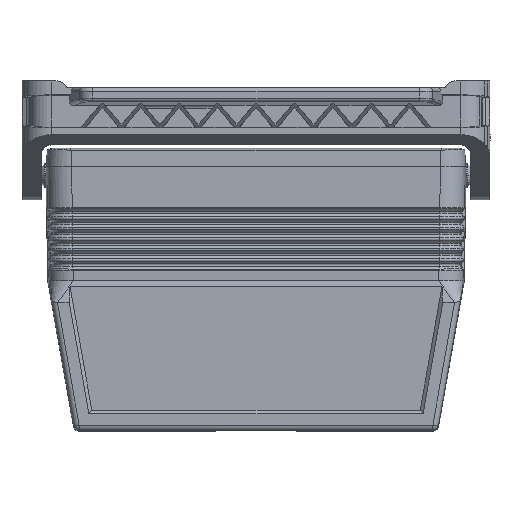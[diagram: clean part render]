
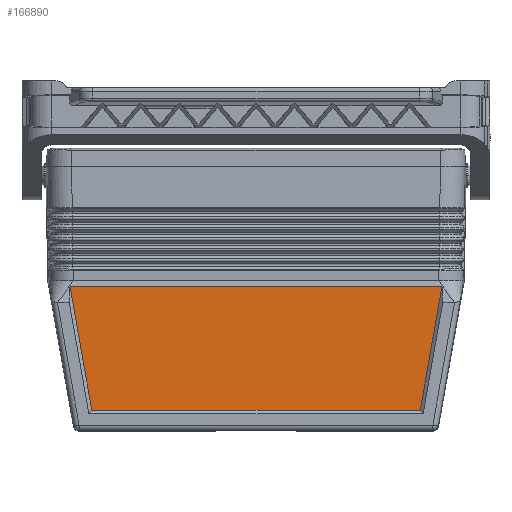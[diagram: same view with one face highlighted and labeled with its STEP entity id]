
A CAD part, front view. The second image highlights one B-rep face of the part: STEP entity #166890.
In plain terms, the highlighted face is planar.
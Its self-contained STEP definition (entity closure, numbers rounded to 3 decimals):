
#123970=CARTESIAN_POINT('',(417.083,77.426,
70.233));
#123980=VERTEX_POINT('',#123970);
#124130=CARTESIAN_POINT('',(417.083,83.656,
34.87));
#124140=VERTEX_POINT('',#124130);
#124170=CARTESIAN_POINT('',(417.083,87.644,
12.233));
#124180=DIRECTION('',(0.,0.174,
-0.985));
#124190=VECTOR('',#124180,1.);
#124200=LINE('',#124170,#124190);
#124210=EDGE_CURVE('',#123980,#124140,#124200,.T.);
#161250=CARTESIAN_POINT('',(417.083,-22.843,
34.87));
#161260=VERTEX_POINT('',#161250);
#161290=CARTESIAN_POINT('',(417.083,44.373,
34.87));
#161300=DIRECTION('',(0.,1.,0.));
#161310=VECTOR('',#161300,1.);
#161320=LINE('',#161290,#161310);
#161330=EDGE_CURVE('',#161260,#124140,#161320,.T.);
#166660=CARTESIAN_POINT('',(417.083,-12.317,
48.893));
#166670=DIRECTION('',(1.,0.,0.));
#166680=DIRECTION('',(0.,1.,0.));
#166690=AXIS2_PLACEMENT_3D('',#166660,#166670,#166680);
#166700=PLANE('',#166690);
#166710=CARTESIAN_POINT('',(417.083,-26.831,
12.233));
#166720=DIRECTION('',(0.,-0.174,
-0.985));
#166730=VECTOR('',#166720,1.);
#166740=LINE('',#166710,#166730);
#166750=CARTESIAN_POINT('',(417.083,-16.613,
70.233));
#166760=VERTEX_POINT('',#166750);
#166770=EDGE_CURVE('',#166760,#161260,#166740,.T.);
#166780=ORIENTED_EDGE('',*,*,#166770,.T.);
#166790=CARTESIAN_POINT('',(417.083,44.373,
70.233));
#166800=DIRECTION('',(0.,-1.,0.));
#166810=VECTOR('',#166800,1.);
#166820=LINE('',#166790,#166810);
#166830=EDGE_CURVE('',#123980,#166760,#166820,.T.);
#166840=ORIENTED_EDGE('',*,*,#166830,.T.);
#166850=ORIENTED_EDGE('',*,*,#124210,.F.);
#166860=ORIENTED_EDGE('',*,*,#161330,.T.);
#166870=EDGE_LOOP('',(#166860,#166850,#166840,#166780));
#166880=FACE_OUTER_BOUND('',#166870,.T.);
#166890=ADVANCED_FACE('',(#166880),#166700,.T.);
